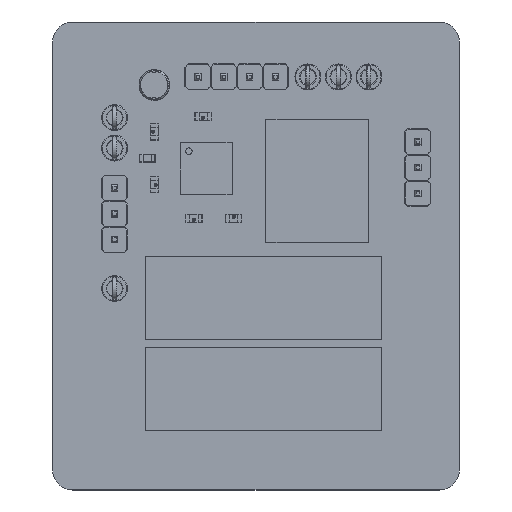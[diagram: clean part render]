
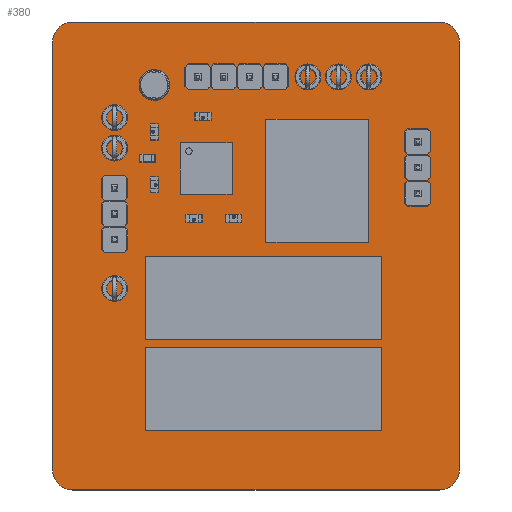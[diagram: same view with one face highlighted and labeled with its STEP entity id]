
A CAD part, top view. The second image highlights one B-rep face of the part: STEP entity #380.
In plain terms, the highlighted planar face has unit normal (0, 0, 1).
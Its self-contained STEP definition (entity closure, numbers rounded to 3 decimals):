
#115 = VERTEX_POINT('',#116);
#116 = CARTESIAN_POINT('',(0.,2.,0.));
#122 = EDGE_CURVE('',#115,#123,#125,.T.);
#123 = VERTEX_POINT('',#124);
#124 = CARTESIAN_POINT('',(2.,0.,0.));
#125 = CIRCLE('',#126,2.001);
#126 = AXIS2_PLACEMENT_3D('',#127,#128,#129);
#127 = CARTESIAN_POINT('',(2.001,2.001,0.));
#128 = DIRECTION('',(0.,0.,1.));
#129 = DIRECTION('',(-1.,0.,0.));
#155 = EDGE_CURVE('',#123,#156,#158,.T.);
#156 = VERTEX_POINT('',#157);
#157 = CARTESIAN_POINT('',(38.,0.,0.));
#158 = LINE('',#159,#160);
#159 = CARTESIAN_POINT('',(2.,0.,0.));
#160 = VECTOR('',#161,1.);
#161 = DIRECTION('',(1.,0.,0.));
#186 = EDGE_CURVE('',#156,#187,#189,.T.);
#187 = VERTEX_POINT('',#188);
#188 = CARTESIAN_POINT('',(40.,2.,0.));
#189 = CIRCLE('',#190,2.001);
#190 = AXIS2_PLACEMENT_3D('',#191,#192,#193);
#191 = CARTESIAN_POINT('',(37.999,2.001,0.));
#192 = DIRECTION('',(0.,0.,1.));
#193 = DIRECTION('',(0.,-1.,0.));
#219 = EDGE_CURVE('',#187,#220,#222,.T.);
#220 = VERTEX_POINT('',#221);
#221 = CARTESIAN_POINT('',(40.,44.,0.));
#222 = LINE('',#223,#224);
#223 = CARTESIAN_POINT('',(40.,2.,0.));
#224 = VECTOR('',#225,1.);
#225 = DIRECTION('',(0.,1.,0.));
#250 = EDGE_CURVE('',#220,#251,#253,.T.);
#251 = VERTEX_POINT('',#252);
#252 = CARTESIAN_POINT('',(38.,46.,0.));
#253 = CIRCLE('',#254,2.001);
#254 = AXIS2_PLACEMENT_3D('',#255,#256,#257);
#255 = CARTESIAN_POINT('',(37.999,43.999,0.));
#256 = DIRECTION('',(0.,0.,1.));
#257 = DIRECTION('',(1.,0.,0.));
#283 = EDGE_CURVE('',#251,#284,#286,.T.);
#284 = VERTEX_POINT('',#285);
#285 = CARTESIAN_POINT('',(2.,46.,0.));
#286 = LINE('',#287,#288);
#287 = CARTESIAN_POINT('',(38.,46.,0.));
#288 = VECTOR('',#289,1.);
#289 = DIRECTION('',(-1.,0.,0.));
#314 = EDGE_CURVE('',#284,#315,#317,.T.);
#315 = VERTEX_POINT('',#316);
#316 = CARTESIAN_POINT('',(0.,44.,0.));
#317 = CIRCLE('',#318,2.001);
#318 = AXIS2_PLACEMENT_3D('',#319,#320,#321);
#319 = CARTESIAN_POINT('',(2.001,43.999,0.));
#320 = DIRECTION('',(0.,0.,1.));
#321 = DIRECTION('',(0.,1.,0.));
#347 = EDGE_CURVE('',#315,#115,#348,.T.);
#348 = LINE('',#349,#350);
#349 = CARTESIAN_POINT('',(0.,44.,0.));
#350 = VECTOR('',#351,1.);
#351 = DIRECTION('',(0.,-1.,0.));
#380 = ADVANCED_FACE('',(#381),#391,.F.);
#381 = FACE_BOUND('',#382,.T.);
#382 = EDGE_LOOP('',(#383,#384,#385,#386,#387,#388,#389,#390));
#383 = ORIENTED_EDGE('',*,*,#122,.T.);
#384 = ORIENTED_EDGE('',*,*,#155,.T.);
#385 = ORIENTED_EDGE('',*,*,#186,.T.);
#386 = ORIENTED_EDGE('',*,*,#219,.T.);
#387 = ORIENTED_EDGE('',*,*,#250,.T.);
#388 = ORIENTED_EDGE('',*,*,#283,.T.);
#389 = ORIENTED_EDGE('',*,*,#314,.T.);
#390 = ORIENTED_EDGE('',*,*,#347,.T.);
#391 = PLANE('',#392);
#392 = AXIS2_PLACEMENT_3D('',#393,#394,#395);
#393 = CARTESIAN_POINT('',(0.,2.,0.));
#394 = DIRECTION('',(0.,0.,-1.));
#395 = DIRECTION('',(-1.,0.,0.));
